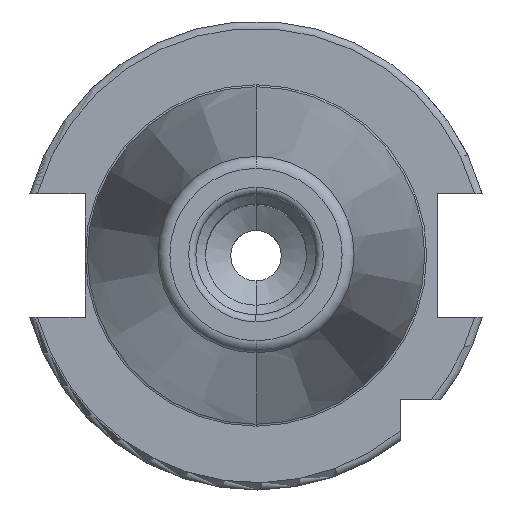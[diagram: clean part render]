
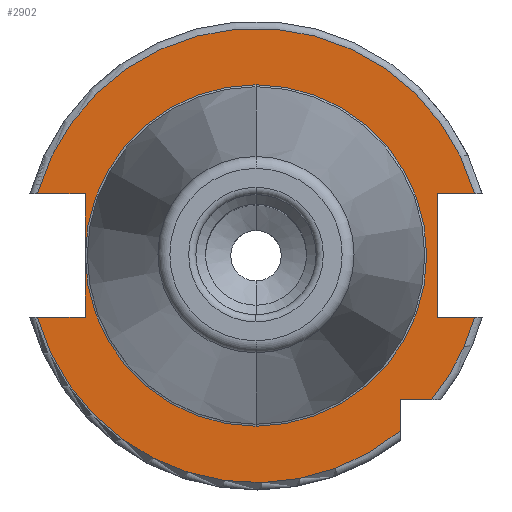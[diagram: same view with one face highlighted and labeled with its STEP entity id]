
A CAD part, top view. The second image highlights one B-rep face of the part: STEP entity #2902.
In plain terms, the highlighted planar face has unit normal (0, 0, 1).
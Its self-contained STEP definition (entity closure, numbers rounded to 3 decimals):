
#644=CARTESIAN_POINT('',(0,0,15.9));
#645=DIRECTION('',(0,0,1));
#646=DIRECTION('',(0.962,0.272,0));
#647=AXIS2_PLACEMENT_3D('',#644,#645,#646);
#695=CARTESIAN_POINT('',(0,0,15.9));
#696=DIRECTION('',(0,0,1));
#697=DIRECTION('',(-0.962,-0.272,0));
#698=AXIS2_PLACEMENT_3D('',#695,#696,#697);
#714=DIRECTION('',(1,0,0));
#715=VECTOR('',#714,9.969);
#716=CARTESIAN_POINT('',(-45.469,-12.85,15.9));
#717=LINE('',#716,#715);
#718=DIRECTION('',(0.,1,0));
#719=VECTOR('',#718,12.85);
#720=CARTESIAN_POINT('',(-35.5,-12.85,15.9));
#721=LINE('',#720,#719);
#722=DIRECTION('',(0.,1,0));
#723=VECTOR('',#722,12.85);
#724=CARTESIAN_POINT('',(-35.5,0,15.9));
#725=LINE('',#724,#723);
#726=DIRECTION('',(1,0,0));
#727=VECTOR('',#726,9.969);
#728=CARTESIAN_POINT('',(-45.469,12.85,15.9));
#729=LINE('',#728,#727);
#730=DIRECTION('',(-1,0,0));
#731=VECTOR('',#730,7.769);
#732=CARTESIAN_POINT('',(45.469,12.85,15.9));
#733=LINE('',#732,#731);
#734=DIRECTION('',(0,-1,0));
#735=VECTOR('',#734,25.7);
#736=CARTESIAN_POINT('',(37.7,12.85,15.9));
#737=LINE('',#736,#735);
#738=DIRECTION('',(-1,0,0));
#739=VECTOR('',#738,7.769);
#740=CARTESIAN_POINT('',(45.469,-12.85,15.9));
#741=LINE('',#740,#739);
#742=CARTESIAN_POINT('',(0,0,15.9));
#743=DIRECTION('',(0,0,1));
#744=DIRECTION('',(0.773,-0.635,0));
#745=AXIS2_PLACEMENT_3D('',#742,#743,#744);
#747=DIRECTION('',(-1,0,0));
#748=VECTOR('',#747,6.504);
#749=CARTESIAN_POINT('',(36.504,-30,15.9));
#750=LINE('',#749,#748);
#751=DIRECTION('',(0,1,0));
#752=VECTOR('',#751,6.504);
#753=CARTESIAN_POINT('',(30,-36.504,15.9));
#754=LINE('',#753,#752);
#755=CARTESIAN_POINT('',(0,0,15.9));
#756=DIRECTION('',(0,0,1));
#757=DIRECTION('',(0,1,0));
#758=AXIS2_PLACEMENT_3D('',#755,#756,#757);
#770=CARTESIAN_POINT('',(0,0,15.9));
#771=DIRECTION('',(0,0,1));
#772=DIRECTION('',(-1,0,0));
#773=AXIS2_PLACEMENT_3D('',#770,#771,#772);
#775=CARTESIAN_POINT('',(0,0,15.9));
#776=DIRECTION('',(0,0,-1));
#777=DIRECTION('',(0,1,0));
#778=AXIS2_PLACEMENT_3D('',#775,#776,#777);
#1868=CARTESIAN_POINT('',(0,35.5,15.9));
#1870=VERTEX_POINT('',#1868);
#1890=CARTESIAN_POINT('',(0,-35.5,15.9));
#1892=VERTEX_POINT('',#1890);
#2038=CARTESIAN_POINT('',(-45.469,-12.85,15.9));
#2039=CARTESIAN_POINT('',(-35.5,-12.85,15.9));
#2040=VERTEX_POINT('',#2038);
#2041=VERTEX_POINT('',#2039);
#2042=CARTESIAN_POINT('',(-35.5,0,15.9));
#2043=VERTEX_POINT('',#2042);
#2044=CARTESIAN_POINT('',(-35.5,12.85,15.9));
#2045=VERTEX_POINT('',#2044);
#2046=CARTESIAN_POINT('',(-45.469,12.85,15.9));
#2047=VERTEX_POINT('',#2046);
#2048=CARTESIAN_POINT('',(37.7,12.85,15.9));
#2049=CARTESIAN_POINT('',(37.7,-12.85,15.9));
#2050=VERTEX_POINT('',#2048);
#2051=VERTEX_POINT('',#2049);
#2052=CARTESIAN_POINT('',(45.469,-12.85,15.9));
#2053=VERTEX_POINT('',#2052);
#2054=CARTESIAN_POINT('',(45.469,12.85,15.9));
#2055=VERTEX_POINT('',#2054);
#2056=CARTESIAN_POINT('',(30,-36.504,15.9));
#2057=CARTESIAN_POINT('',(30,-30,15.9));
#2058=VERTEX_POINT('',#2056);
#2059=VERTEX_POINT('',#2057);
#2060=CARTESIAN_POINT('',(36.504,-30,15.9));
#2061=VERTEX_POINT('',#2060);
#2875=CARTESIAN_POINT('',(0,0,15.9));
#2876=DIRECTION('',(0,0,-1));
#2877=DIRECTION('',(0,-1,0));
#2878=AXIS2_PLACEMENT_3D('',#2875,#2876,#2877);
#2879=PLANE('',#2878);
#2880=ORIENTED_EDGE('',*,*,#2254,.T.);
#2881=ORIENTED_EDGE('',*,*,#2291,.T.);
#2883=ORIENTED_EDGE('',*,*,#2882,.T.);
#2885=ORIENTED_EDGE('',*,*,#2884,.F.);
#2887=ORIENTED_EDGE('',*,*,#2886,.T.);
#2888=ORIENTED_EDGE('',*,*,#2289,.T.);
#2889=ORIENTED_EDGE('',*,*,#2325,.F.);
#2890=ORIENTED_EDGE('',*,*,#2853,.F.);
#2892=ORIENTED_EDGE('',*,*,#2891,.T.);
#2894=ORIENTED_EDGE('',*,*,#2893,.T.);
#2895=ORIENTED_EDGE('',*,*,#2401,.F.);
#2896=ORIENTED_EDGE('',*,*,#2843,.F.);
#2897=ORIENTED_EDGE('',*,*,#2458,.T.);
#2898=ORIENTED_EDGE('',*,*,#2509,.F.);
#2899=ORIENTED_EDGE('',*,*,#2869,.F.);
#2900=EDGE_LOOP('',(#2880,#2881,#2883,#2885,#2887,#2888,#2889,#2890,#2892,#2894,
#2895,#2896,#2897,#2898,#2899));
#2901=FACE_OUTER_BOUND('',#2900,.F.);
#2902=ADVANCED_FACE('',(#2901),#2879,.F.);
#648=CIRCLE('',#647,47.25);
#699=CIRCLE('',#698,47.25);
#746=CIRCLE('',#745,47.25);
#759=CIRCLE('',#758,35.5);
#774=CIRCLE('',#773,35.5);
#779=CIRCLE('',#778,35.5);
#2254=EDGE_CURVE('',#2040,#2041,#717,.T.);
#2289=EDGE_CURVE('',#2043,#2045,#725,.T.);
#2291=EDGE_CURVE('',#2041,#2043,#721,.T.);
#2325=EDGE_CURVE('',#2047,#2045,#729,.T.);
#2401=EDGE_CURVE('',#2053,#2051,#741,.T.);
#2458=EDGE_CURVE('',#2061,#2059,#750,.T.);
#2509=EDGE_CURVE('',#2058,#2059,#754,.T.);
#2843=EDGE_CURVE('',#2061,#2053,#746,.T.);
#2853=EDGE_CURVE('',#2055,#2047,#648,.T.);
#2869=EDGE_CURVE('',#2040,#2058,#699,.T.);
#2882=EDGE_CURVE('',#2043,#1892,#774,.T.);
#2884=EDGE_CURVE('',#1870,#1892,#779,.T.);
#2886=EDGE_CURVE('',#1870,#2043,#759,.T.);
#2891=EDGE_CURVE('',#2055,#2050,#733,.T.);
#2893=EDGE_CURVE('',#2050,#2051,#737,.T.);
